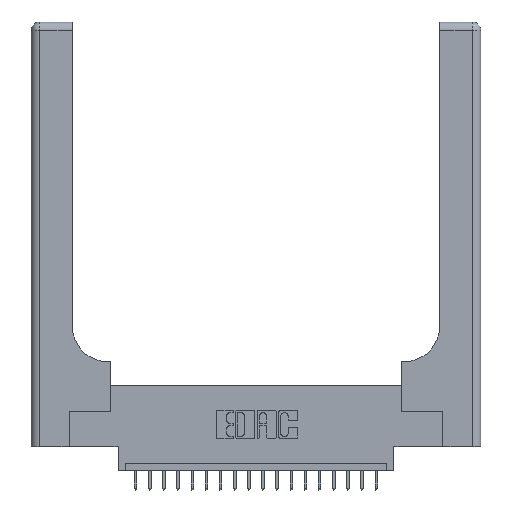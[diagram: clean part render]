
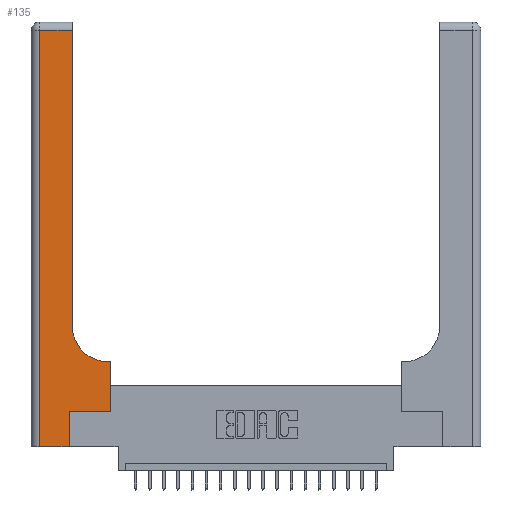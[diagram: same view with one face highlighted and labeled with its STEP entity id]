
A CAD part, top view. The second image highlights one B-rep face of the part: STEP entity #135.
In plain terms, the highlighted planar face has unit normal (0, 0, 1).
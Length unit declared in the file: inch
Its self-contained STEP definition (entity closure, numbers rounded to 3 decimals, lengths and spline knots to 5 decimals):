
#107 = LINE ( 'NONE', #19865, #15821 ) ;
#135 = ADVANCED_FACE ( 'NONE', ( #6791 ), #150, .F. ) ;
#150 = PLANE ( 'NONE',  #5853 ) ;
#396 = ORIENTED_EDGE ( 'NONE', *, *, #17043, .T. ) ;
#980 = LINE ( 'NONE', #4349, #13574 ) ;
#1028 = CARTESIAN_POINT ( 'NONE',  ( 0., 2.94, 0.37 ) ) ;
#1296 = EDGE_CURVE ( 'NONE', #21264, #5347, #19729, .T. ) ;
#1551 = ORIENTED_EDGE ( 'NONE', *, *, #5919, .T. ) ;
#1970 = DIRECTION ( 'NONE',  ( 1., 0., 0. ) ) ;
#2900 = ORIENTED_EDGE ( 'NONE', *, *, #18410, .T. ) ;
#3417 = CARTESIAN_POINT ( 'NONE',  ( 0.2915, 2.94, 0.37 ) ) ;
#3466 = DIRECTION ( 'NONE',  ( 0., 1., 0. ) ) ;
#4075 = VERTEX_POINT ( 'NONE', #10032 ) ;
#4123 = CARTESIAN_POINT ( 'NONE',  ( 0.5415, 0.85, 0.37 ) ) ;
#4349 = CARTESIAN_POINT ( 'NONE',  ( 0.2915, 0.6, 0.37 ) ) ;
#4401 = CARTESIAN_POINT ( 'NONE',  ( 0.269, 0.25, 0.37 ) ) ;
#4711 = EDGE_CURVE ( 'NONE', #18297, #7413, #8935, .T. ) ;
#5347 = VERTEX_POINT ( 'NONE', #8090 ) ;
#5853 = AXIS2_PLACEMENT_3D ( 'NONE', #13557, #6675, #15445 ) ;
#5919 = EDGE_CURVE ( 'NONE', #7413, #19009, #18092, .T. ) ;
#6675 = DIRECTION ( 'NONE',  ( 0., 0., -1. ) ) ;
#6791 = FACE_OUTER_BOUND ( 'NONE', #8778, .T. ) ;
#6916 = CIRCLE ( 'NONE', #15521, 0.25 ) ;
#7248 = VECTOR ( 'NONE', #21017, 39.37008 ) ;
#7364 = CARTESIAN_POINT ( 'NONE',  ( 0.2915, 3., 0.37 ) ) ;
#7413 = VERTEX_POINT ( 'NONE', #21278 ) ;
#7833 = VECTOR ( 'NONE', #3466, 39.37008 ) ;
#7915 = CARTESIAN_POINT ( 'NONE',  ( 0.269, 0., 0.37 ) ) ;
#7955 = DIRECTION ( 'NONE',  ( 0., 0., -1. ) ) ;
#8090 = CARTESIAN_POINT ( 'NONE',  ( 0.06, 2.94, 0.37 ) ) ;
#8342 = ORIENTED_EDGE ( 'NONE', *, *, #13462, .T. ) ;
#8417 = LINE ( 'NONE', #13700, #8964 ) ;
#8762 = CARTESIAN_POINT ( 'NONE',  ( 0.5585, 0.6, 0.37 ) ) ;
#8778 = EDGE_LOOP ( 'NONE', ( #396, #13079, #8342, #16719, #1551, #13238, #2900, #16930, #10557 ) ) ;
#8935 = LINE ( 'NONE', #17551, #10593 ) ;
#8964 = VECTOR ( 'NONE', #15583, 39.37008 ) ;
#9530 = CARTESIAN_POINT ( 'NONE',  ( 0.2915, 0.85, 0.37 ) ) ;
#9684 = VERTEX_POINT ( 'NONE', #9530 ) ;
#9853 = DIRECTION ( 'NONE',  ( 0., -1., 0. ) ) ;
#10032 = CARTESIAN_POINT ( 'NONE',  ( 0.5415, 0.6, 0.37 ) ) ;
#10124 = VECTOR ( 'NONE', #13726, 39.37008 ) ;
#10557 = ORIENTED_EDGE ( 'NONE', *, *, #17154, .T. ) ;
#10593 = VECTOR ( 'NONE', #1970, 39.37008 ) ;
#12008 = LINE ( 'NONE', #18805, #7833 ) ;
#12308 = EDGE_CURVE ( 'NONE', #19009, #21471, #8417, .T. ) ;
#12778 = DIRECTION ( 'NONE',  ( 1., 0., 0. ) ) ;
#12812 = CARTESIAN_POINT ( 'NONE',  ( 0.06, 0., 0.37 ) ) ;
#13079 = ORIENTED_EDGE ( 'NONE', *, *, #1296, .T. ) ;
#13238 = ORIENTED_EDGE ( 'NONE', *, *, #12308, .T. ) ;
#13462 = EDGE_CURVE ( 'NONE', #5347, #18297, #107, .T. ) ;
#13557 = CARTESIAN_POINT ( 'NONE',  ( 0., 3., 0.37 ) ) ;
#13574 = VECTOR ( 'NONE', #15048, 39.37008 ) ;
#13700 = CARTESIAN_POINT ( 'NONE',  ( 0.269, 0.25, 0.37 ) ) ;
#13726 = DIRECTION ( 'NONE',  ( -1., 0., 0. ) ) ;
#15048 = DIRECTION ( 'NONE',  ( -1., 0., 0. ) ) ;
#15445 = DIRECTION ( 'NONE',  ( -1., 0., 0. ) ) ;
#15521 = AXIS2_PLACEMENT_3D ( 'NONE', #4123, #7955, #12778 ) ;
#15583 = DIRECTION ( 'NONE',  ( 1., 0., 0. ) ) ;
#15651 = VECTOR ( 'NONE', #16100, 39.37008 ) ;
#15821 = VECTOR ( 'NONE', #9853, 39.37008 ) ;
#16069 = VERTEX_POINT ( 'NONE', #8762 ) ;
#16100 = DIRECTION ( 'NONE',  ( 0., 1., 0. ) ) ;
#16719 = ORIENTED_EDGE ( 'NONE', *, *, #4711, .T. ) ;
#16930 = ORIENTED_EDGE ( 'NONE', *, *, #19868, .T. ) ;
#17043 = EDGE_CURVE ( 'NONE', #9684, #21264, #17460, .T. ) ;
#17154 = EDGE_CURVE ( 'NONE', #4075, #9684, #6916, .T. ) ;
#17460 = LINE ( 'NONE', #7364, #7248 ) ;
#17551 = CARTESIAN_POINT ( 'NONE',  ( 0., 0., 0.37 ) ) ;
#18092 = LINE ( 'NONE', #7915, #15651 ) ;
#18297 = VERTEX_POINT ( 'NONE', #12812 ) ;
#18410 = EDGE_CURVE ( 'NONE', #21471, #16069, #12008, .T. ) ;
#18805 = CARTESIAN_POINT ( 'NONE',  ( 0.5585, 0.25, 0.37 ) ) ;
#19009 = VERTEX_POINT ( 'NONE', #4401 ) ;
#19499 = CARTESIAN_POINT ( 'NONE',  ( 0.5585, 0.25, 0.37 ) ) ;
#19729 = LINE ( 'NONE', #1028, #10124 ) ;
#19865 = CARTESIAN_POINT ( 'NONE',  ( 0.06, 3., 0.37 ) ) ;
#19868 = EDGE_CURVE ( 'NONE', #16069, #4075, #980, .T. ) ;
#21017 = DIRECTION ( 'NONE',  ( 0., 1., 0. ) ) ;
#21264 = VERTEX_POINT ( 'NONE', #3417 ) ;
#21278 = CARTESIAN_POINT ( 'NONE',  ( 0.269, 0., 0.37 ) ) ;
#21471 = VERTEX_POINT ( 'NONE', #19499 ) ;
